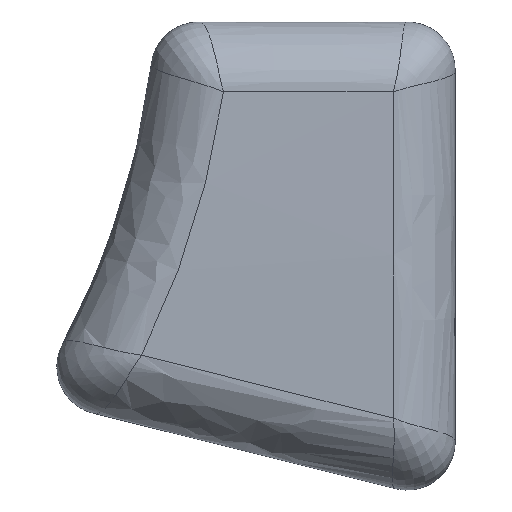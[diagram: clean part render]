
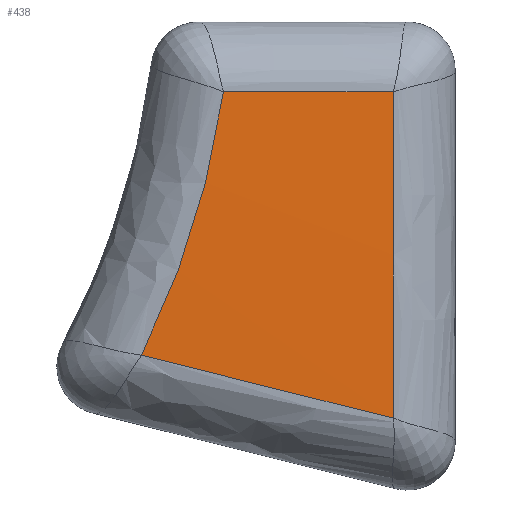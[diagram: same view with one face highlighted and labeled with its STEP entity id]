
A CAD part, top view. The second image highlights one B-rep face of the part: STEP entity #438.
In plain terms, the highlighted spherical face has radius 425 mm.
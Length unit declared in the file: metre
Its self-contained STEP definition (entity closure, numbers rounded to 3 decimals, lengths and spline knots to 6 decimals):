
#113=ORIENTED_EDGE('',*,*,#233,.F.);
#114=ORIENTED_EDGE('',*,*,#234,.F.);
#115=ORIENTED_EDGE('',*,*,#235,.F.);
#116=ORIENTED_EDGE('',*,*,#236,.F.);
#233=EDGE_CURVE('',#293,#294,#331,.T.);
#234=EDGE_CURVE('',#295,#293,#332,.T.);
#235=EDGE_CURVE('',#296,#295,#333,.T.);
#236=EDGE_CURVE('',#294,#296,#334,.T.);
#293=VERTEX_POINT('',#657);
#294=VERTEX_POINT('',#658);
#295=VERTEX_POINT('',#663);
#296=VERTEX_POINT('',#668);
#331=B_SPLINE_CURVE_WITH_KNOTS('',3,(#653,#654,#655,#656),.UNSPECIFIED.,
 .F.,.F.,(4,4),(0.087162,0.914007),.UNSPECIFIED.);
#332=B_SPLINE_CURVE_WITH_KNOTS('',3,(#659,#660,#661,#662),.UNSPECIFIED.,
 .F.,.F.,(4,4),(0.056905,0.927087),.UNSPECIFIED.);
#333=B_SPLINE_CURVE_WITH_KNOTS('',3,(#664,#665,#666,#667),.UNSPECIFIED.,
 .F.,.F.,(4,4),(0.089167,0.898214),.UNSPECIFIED.);
#334=B_SPLINE_CURVE_WITH_KNOTS('',3,(#669,#670,#671,#672),.UNSPECIFIED.,
 .F.,.F.,(4,4),(0.084492,0.941474),.UNSPECIFIED.);
#351=EDGE_LOOP('',(#113,#114,#115,#116));
#393=FACE_BOUND('',#351,.T.);
#437=SPHERICAL_SURFACE('',#489,0.425);
#438=ADVANCED_FACE('',(#393),#437,.T.);
#489=AXIS2_PLACEMENT_3D('',#652,#537,#538);
#537=DIRECTION('',(-1.,0.,0.));
#538=DIRECTION('',(0.,0.,1.));
#652=CARTESIAN_POINT('',(0.038143,-0.00334,-0.388154));
#653=CARTESIAN_POINT('',(0.082493,-0.022761,0.034079));
#654=CARTESIAN_POINT('',(0.078853,-0.021857,0.034503));
#655=CARTESIAN_POINT('',(0.075208,-0.020948,0.034877));
#656=CARTESIAN_POINT('',(0.071559,-0.020035,0.035201));
#657=CARTESIAN_POINT('',(0.082493,-0.02276,0.034079));
#658=CARTESIAN_POINT('',(0.071559,-0.020034,0.035201));
#659=CARTESIAN_POINT('',(0.082493,-0.008597,0.034493));
#660=CARTESIAN_POINT('',(0.082493,-0.01332,0.034434));
#661=CARTESIAN_POINT('',(0.082493,-0.018042,0.034296));
#662=CARTESIAN_POINT('',(0.082493,-0.02276,0.034079));
#663=CARTESIAN_POINT('',(0.082493,-0.008597,0.034493));
#664=CARTESIAN_POINT('',(0.075121,-0.008597,0.035202));
#665=CARTESIAN_POINT('',(0.07758,-0.008597,0.034987));
#666=CARTESIAN_POINT('',(0.080038,-0.008597,0.034751));
#667=CARTESIAN_POINT('',(0.082493,-0.008597,0.034493));
#668=CARTESIAN_POINT('',(0.075121,-0.008597,0.035202));
#669=CARTESIAN_POINT('',(0.07156,-0.020034,0.035201));
#670=CARTESIAN_POINT('',(0.073352,-0.016443,0.035202));
#671=CARTESIAN_POINT('',(0.074557,-0.012573,0.035202));
#672=CARTESIAN_POINT('',(0.075121,-0.008597,0.035202));
